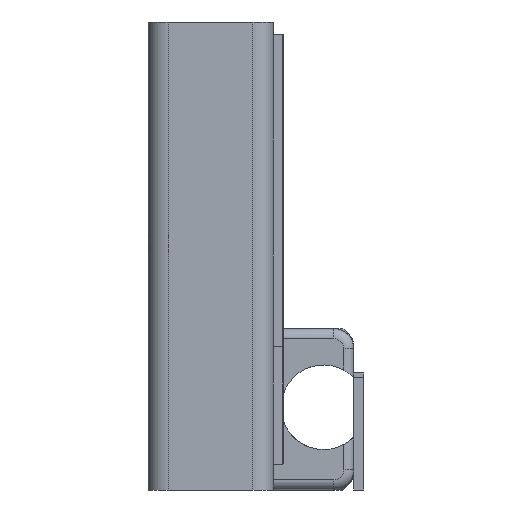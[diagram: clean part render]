
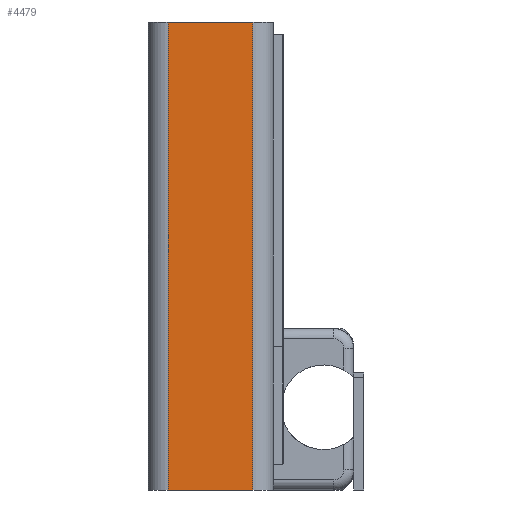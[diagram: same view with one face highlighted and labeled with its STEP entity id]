
A CAD part, left-side view. The second image highlights one B-rep face of the part: STEP entity #4479.
In plain terms, the highlighted planar face has unit normal (-1, 0, 0).
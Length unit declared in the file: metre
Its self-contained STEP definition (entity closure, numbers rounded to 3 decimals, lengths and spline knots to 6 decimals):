
#948=ORIENTED_EDGE('',*,*,#1936,.T.);
#949=ORIENTED_EDGE('',*,*,#1938,.T.);
#950=ORIENTED_EDGE('',*,*,#1939,.F.);
#951=ORIENTED_EDGE('',*,*,#1940,.F.);
#1936=EDGE_CURVE('',#2447,#2446,#2913,.T.);
#1938=EDGE_CURVE('',#2446,#2448,#2914,.T.);
#1939=EDGE_CURVE('',#2449,#2448,#2915,.T.);
#1940=EDGE_CURVE('',#2447,#2449,#2916,.T.);
#2446=VERTEX_POINT('',#9479);
#2447=VERTEX_POINT('',#9481);
#2448=VERTEX_POINT('',#9485);
#2449=VERTEX_POINT('',#9487);
#2913=LINE('',#9480,#3464);
#2914=LINE('',#9484,#3465);
#2915=LINE('',#9486,#3466);
#2916=LINE('',#9488,#3467);
#3464=VECTOR('',#5624,1.);
#3465=VECTOR('',#5629,1.);
#3466=VECTOR('',#5630,1.);
#3467=VECTOR('',#5631,1.);
#3813=EDGE_LOOP('',(#948,#949,#950,#951));
#4069=FACE_BOUND('',#3813,.T.);
#4257=PLANE('',#4774);
#4479=ADVANCED_FACE('',(#4069),#4257,.F.);
#4774=AXIS2_PLACEMENT_3D('',#9483,#5627,#5628);
#5624=DIRECTION('',(0.,0.,1.));
#5627=DIRECTION('',(1.,0.,0.));
#5628=DIRECTION('',(0.,0.,1.));
#5629=DIRECTION('',(0.,1.,0.));
#5630=DIRECTION('',(0.,0.,1.));
#5631=DIRECTION('',(0.,1.,0.));
#9479=CARTESIAN_POINT('',(-0.0632,0.002,0.0232));
#9480=CARTESIAN_POINT('',(-0.0632,0.002,-0.0232));
#9481=CARTESIAN_POINT('',(-0.0632,0.002,-0.0232));
#9483=CARTESIAN_POINT('',(-0.0632,0.,-0.0232));
#9484=CARTESIAN_POINT('',(-0.0632,0.,0.0232));
#9485=CARTESIAN_POINT('',(-0.0632,0.0104,0.0232));
#9486=CARTESIAN_POINT('',(-0.0632,0.0104,-0.0232));
#9487=CARTESIAN_POINT('',(-0.0632,0.0104,-0.0232));
#9488=CARTESIAN_POINT('',(-0.0632,0.,-0.0232));
